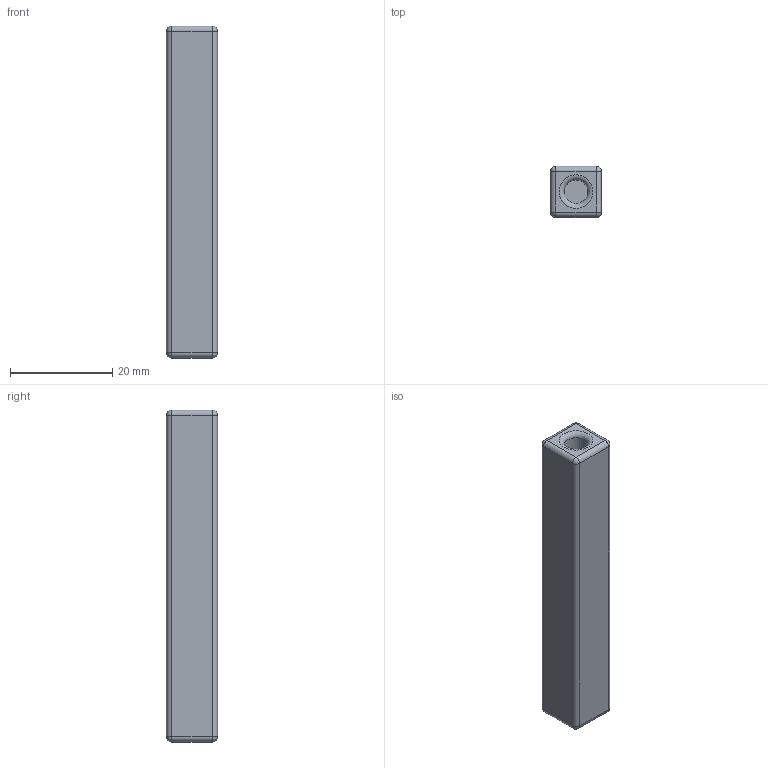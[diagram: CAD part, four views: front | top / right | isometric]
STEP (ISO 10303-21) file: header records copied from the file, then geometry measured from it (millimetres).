
FILE_DESCRIPTION(/* description */ (''),/* implementation_level */ '2;1');
FILE_NAME(/* name */ '14_TH_Leg.stp',/* time_stamp */ '2024-06-04T16:01:46+02:00',/* author */ ('JN'),/* organization */ (''),/* preprocessor_version */ 'ST-DEVELOPER v18.1',/* originating_system */ 'Autodesk Inventor 2022',/* authorisation */ '');
FILE_SCHEMA (('AUTOMOTIVE_DESIGN { 1 0 10303 214 3 1 1 }'));
Length unit declared in the file: millimetre
Products named in the file (1): 14
Bounding box: 10 x 10 x 65 mm (x, y, z)
Volume: 6258.8 mm3; surface area: 2791.7 mm2
Topology: 1 solids, 1 shells, 29 faces, 54 edges, 28 vertices
Faces by surface type: cylinder 13, sphere 8, plane 7, torus 1
Full cylindrical faces by diameter (mm): 4.6 x1
Entity records: 746 total; most frequent: DIRECTION 143, CARTESIAN_POINT 112, ORIENTED_EDGE 108, AXIS2_PLACEMENT_3D 59, EDGE_CURVE 54, EDGE_LOOP 30, FACE_OUTER_BOUND 29, CIRCLE 29
